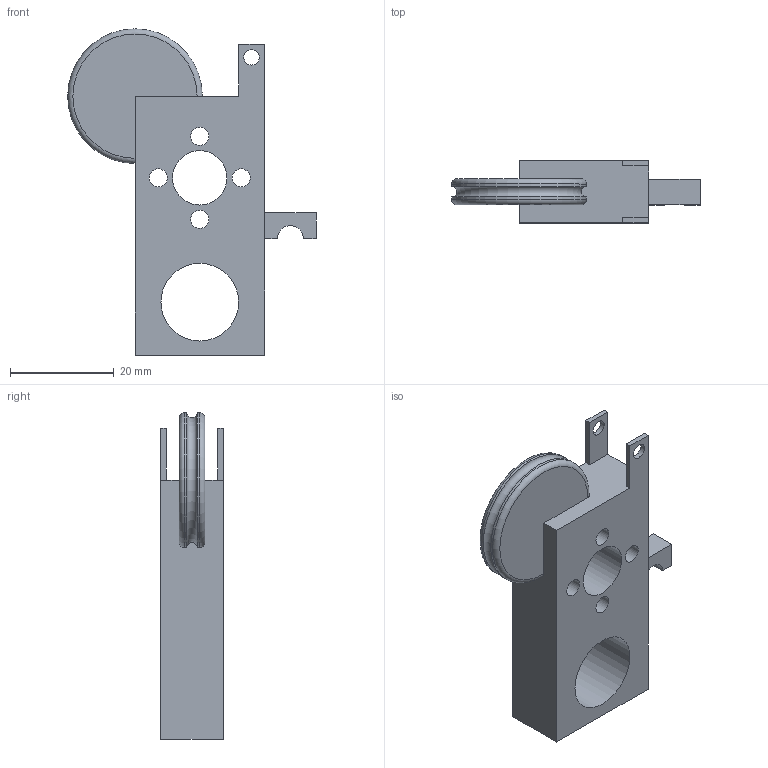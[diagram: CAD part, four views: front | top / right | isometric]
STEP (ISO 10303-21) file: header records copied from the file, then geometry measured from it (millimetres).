
FILE_DESCRIPTION(/* description */ (''),/* implementation_level */ '2;1');
FILE_NAME(/* name */ 'podawnica.step',/* time_stamp */ '2024-03-26T12:29:34+01:00',/* author */ (''),/* organization */ (''),/* preprocessor_version */ 'ST-DEVELOPER v20',/* originating_system */ 'Autodesk Translation Framework v12.20.1.177',/* authorisation */ '');
FILE_SCHEMA (('AUTOMOTIVE_DESIGN { 1 0 10303 214 3 1 1 }'));
Length unit declared in the file: millimetre
Products named in the file (1): podawnica
Bounding box: 48 x 12 x 63 mm (x, y, z)
Volume: 13537.4 mm3; surface area: 6594.7 mm2
Topology: 1 solids, 1 shells, 34 faces, 93 edges, 62 vertices
Faces by surface type: plane 20, cylinder 11, torus 3
Full cylindrical faces by diameter (mm): 3 x2, 3.5 x4, 10.5 x1, 15 x1
Entity records: 1159 total; most frequent: DIRECTION 193, CARTESIAN_POINT 190, ORIENTED_EDGE 186, EDGE_CURVE 93, AXIS2_PLACEMENT_3D 65, LINE 63, VECTOR 63, VERTEX_POINT 62
